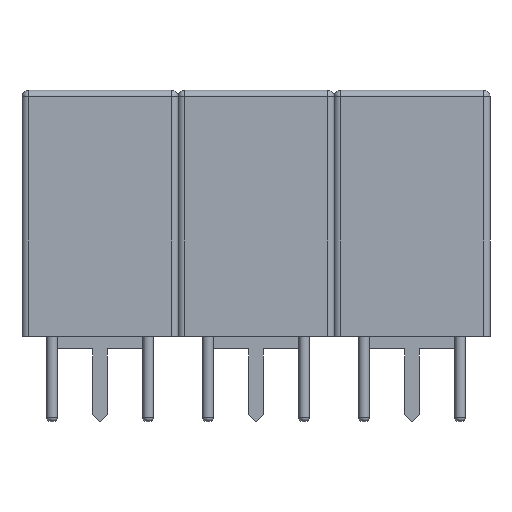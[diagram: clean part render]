
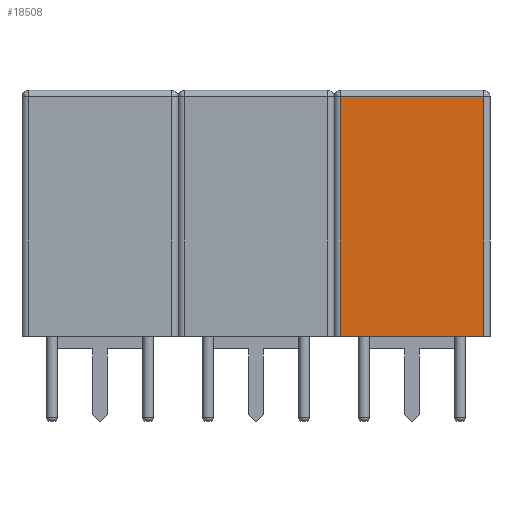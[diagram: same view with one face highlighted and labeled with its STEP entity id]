
A CAD part, left-side view. The second image highlights one B-rep face of the part: STEP entity #18508.
In plain terms, the highlighted planar face has unit normal (-1, 0, 0).
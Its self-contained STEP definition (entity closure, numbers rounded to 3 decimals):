
#16529 = PLANE('',#16530);
#16530 = AXIS2_PLACEMENT_3D('',#16531,#16532,#16533);
#16531 = CARTESIAN_POINT('',(-3.35,3.35,0.));
#16532 = DIRECTION('',(0.,0.,1.));
#16533 = DIRECTION('',(1.,0.,0.));
#16854 = PLANE('',#16855);
#16855 = AXIS2_PLACEMENT_3D('',#16856,#16857,#16858);
#16856 = CARTESIAN_POINT('',(-3.35,3.35,0.));
#16857 = DIRECTION('',(0.,0.,1.));
#16858 = DIRECTION('',(1.,0.,0.));
#17043 = CYLINDRICAL_SURFACE('',#17044,0.3);
#17044 = AXIS2_PLACEMENT_3D('',#17045,#17046,#17047);
#17045 = CARTESIAN_POINT('',(-3.35,3.35,0.));
#17046 = DIRECTION('',(0.,0.,1.));
#17047 = DIRECTION('',(1.,0.,0.));
#17269 = CYLINDRICAL_SURFACE('',#17270,0.3);
#17270 = AXIS2_PLACEMENT_3D('',#17271,#17272,#17273);
#17271 = CARTESIAN_POINT('',(-3.35,-3.35,11.2));
#17272 = DIRECTION('',(0.,1.,0.));
#17273 = DIRECTION('',(0.,0.,-1.));
#17462 = CYLINDRICAL_SURFACE('',#17463,0.3);
#17463 = AXIS2_PLACEMENT_3D('',#17464,#17465,#17466);
#17464 = CARTESIAN_POINT('',(-3.35,-3.35,0.));
#17465 = DIRECTION('',(0.,0.,1.));
#17466 = DIRECTION('',(1.,0.,0.));
#17647 = VERTEX_POINT('',#17648);
#17648 = CARTESIAN_POINT('',(-3.65,2.,0.));
#17721 = VERTEX_POINT('',#17722);
#17722 = CARTESIAN_POINT('',(-3.65,3.35,0.));
#17744 = EDGE_CURVE('',#17647,#17721,#17745,.T.);
#17745 = SURFACE_CURVE('',#17746,(#17750,#17757),.PCURVE_S1.);
#17746 = LINE('',#17747,#17748);
#17747 = CARTESIAN_POINT('',(-3.65,-3.35,0.));
#17748 = VECTOR('',#17749,1.);
#17749 = DIRECTION('',(0.,1.,0.));
#17750 = PCURVE('',#16529,#17751);
#17751 = DEFINITIONAL_REPRESENTATION('',(#17752),#17756);
#17752 = LINE('',#17753,#17754);
#17753 = CARTESIAN_POINT('',(-0.3,-6.7));
#17754 = VECTOR('',#17755,1.);
#17755 = DIRECTION('',(0.,1.));
#17756 = ( GEOMETRIC_REPRESENTATION_CONTEXT(2) 
PARAMETRIC_REPRESENTATION_CONTEXT() REPRESENTATION_CONTEXT('2D SPACE',''
  ) );
#17757 = PCURVE('',#17758,#17763);
#17758 = PLANE('',#17759);
#17759 = AXIS2_PLACEMENT_3D('',#17760,#17761,#17762);
#17760 = CARTESIAN_POINT('',(-3.65,-3.35,0.));
#17761 = DIRECTION('',(-1.,0.,0.));
#17762 = DIRECTION('',(0.,1.,0.));
#17763 = DEFINITIONAL_REPRESENTATION('',(#17764),#17768);
#17764 = LINE('',#17765,#17766);
#17765 = CARTESIAN_POINT('',(0.,0.));
#17766 = VECTOR('',#17767,1.);
#17767 = DIRECTION('',(1.,0.));
#17768 = ( GEOMETRIC_REPRESENTATION_CONTEXT(2) 
PARAMETRIC_REPRESENTATION_CONTEXT() REPRESENTATION_CONTEXT('2D SPACE',''
  ) );
#18049 = VERTEX_POINT('',#18050);
#18050 = CARTESIAN_POINT('',(-3.65,-2.,0.));
#18076 = EDGE_CURVE('',#18077,#18049,#18079,.T.);
#18077 = VERTEX_POINT('',#18078);
#18078 = CARTESIAN_POINT('',(-3.65,-3.35,0.));
#18079 = SURFACE_CURVE('',#18080,(#18084,#18091),.PCURVE_S1.);
#18080 = LINE('',#18081,#18082);
#18081 = CARTESIAN_POINT('',(-3.65,-3.35,0.));
#18082 = VECTOR('',#18083,1.);
#18083 = DIRECTION('',(0.,1.,0.));
#18084 = PCURVE('',#16854,#18085);
#18085 = DEFINITIONAL_REPRESENTATION('',(#18086),#18090);
#18086 = LINE('',#18087,#18088);
#18087 = CARTESIAN_POINT('',(-0.3,-6.7));
#18088 = VECTOR('',#18089,1.);
#18089 = DIRECTION('',(0.,1.));
#18090 = ( GEOMETRIC_REPRESENTATION_CONTEXT(2) 
PARAMETRIC_REPRESENTATION_CONTEXT() REPRESENTATION_CONTEXT('2D SPACE',''
  ) );
#18091 = PCURVE('',#17758,#18092);
#18092 = DEFINITIONAL_REPRESENTATION('',(#18093),#18097);
#18093 = LINE('',#18094,#18095);
#18094 = CARTESIAN_POINT('',(0.,0.));
#18095 = VECTOR('',#18096,1.);
#18096 = DIRECTION('',(1.,0.));
#18097 = ( GEOMETRIC_REPRESENTATION_CONTEXT(2) 
PARAMETRIC_REPRESENTATION_CONTEXT() REPRESENTATION_CONTEXT('2D SPACE',''
  ) );
#18137 = EDGE_CURVE('',#17721,#18138,#18140,.T.);
#18138 = VERTEX_POINT('',#18139);
#18139 = CARTESIAN_POINT('',(-3.65,3.35,11.2));
#18140 = SURFACE_CURVE('',#18141,(#18145,#18152),.PCURVE_S1.);
#18141 = LINE('',#18142,#18143);
#18142 = CARTESIAN_POINT('',(-3.65,3.35,0.));
#18143 = VECTOR('',#18144,1.);
#18144 = DIRECTION('',(0.,0.,1.));
#18145 = PCURVE('',#17043,#18146);
#18146 = DEFINITIONAL_REPRESENTATION('',(#18147),#18151);
#18147 = LINE('',#18148,#18149);
#18148 = CARTESIAN_POINT('',(3.142,0.));
#18149 = VECTOR('',#18150,1.);
#18150 = DIRECTION('',(0.,1.));
#18151 = ( GEOMETRIC_REPRESENTATION_CONTEXT(2) 
PARAMETRIC_REPRESENTATION_CONTEXT() REPRESENTATION_CONTEXT('2D SPACE',''
  ) );
#18152 = PCURVE('',#17758,#18153);
#18153 = DEFINITIONAL_REPRESENTATION('',(#18154),#18158);
#18154 = LINE('',#18155,#18156);
#18155 = CARTESIAN_POINT('',(6.7,0.));
#18156 = VECTOR('',#18157,1.);
#18157 = DIRECTION('',(0.,-1.));
#18158 = ( GEOMETRIC_REPRESENTATION_CONTEXT(2) 
PARAMETRIC_REPRESENTATION_CONTEXT() REPRESENTATION_CONTEXT('2D SPACE',''
  ) );
#18234 = EDGE_CURVE('',#18235,#18138,#18237,.T.);
#18235 = VERTEX_POINT('',#18236);
#18236 = CARTESIAN_POINT('',(-3.65,-3.35,11.2));
#18237 = SURFACE_CURVE('',#18238,(#18242,#18249),.PCURVE_S1.);
#18238 = LINE('',#18239,#18240);
#18239 = CARTESIAN_POINT('',(-3.65,-3.35,11.2));
#18240 = VECTOR('',#18241,1.);
#18241 = DIRECTION('',(0.,1.,0.));
#18242 = PCURVE('',#17269,#18243);
#18243 = DEFINITIONAL_REPRESENTATION('',(#18244),#18248);
#18244 = LINE('',#18245,#18246);
#18245 = CARTESIAN_POINT('',(1.571,0.));
#18246 = VECTOR('',#18247,1.);
#18247 = DIRECTION('',(0.,1.));
#18248 = ( GEOMETRIC_REPRESENTATION_CONTEXT(2) 
PARAMETRIC_REPRESENTATION_CONTEXT() REPRESENTATION_CONTEXT('2D SPACE',''
  ) );
#18249 = PCURVE('',#17758,#18250);
#18250 = DEFINITIONAL_REPRESENTATION('',(#18251),#18255);
#18251 = LINE('',#18252,#18253);
#18252 = CARTESIAN_POINT('',(0.,-11.2));
#18253 = VECTOR('',#18254,1.);
#18254 = DIRECTION('',(1.,0.));
#18255 = ( GEOMETRIC_REPRESENTATION_CONTEXT(2) 
PARAMETRIC_REPRESENTATION_CONTEXT() REPRESENTATION_CONTEXT('2D SPACE',''
  ) );
#18384 = EDGE_CURVE('',#18077,#18235,#18385,.T.);
#18385 = SURFACE_CURVE('',#18386,(#18390,#18397),.PCURVE_S1.);
#18386 = LINE('',#18387,#18388);
#18387 = CARTESIAN_POINT('',(-3.65,-3.35,0.));
#18388 = VECTOR('',#18389,1.);
#18389 = DIRECTION('',(0.,0.,1.));
#18390 = PCURVE('',#17462,#18391);
#18391 = DEFINITIONAL_REPRESENTATION('',(#18392),#18396);
#18392 = LINE('',#18393,#18394);
#18393 = CARTESIAN_POINT('',(-3.142,0.));
#18394 = VECTOR('',#18395,1.);
#18395 = DIRECTION('',(-0.,1.));
#18396 = ( GEOMETRIC_REPRESENTATION_CONTEXT(2) 
PARAMETRIC_REPRESENTATION_CONTEXT() REPRESENTATION_CONTEXT('2D SPACE',''
  ) );
#18397 = PCURVE('',#17758,#18398);
#18398 = DEFINITIONAL_REPRESENTATION('',(#18399),#18403);
#18399 = LINE('',#18400,#18401);
#18400 = CARTESIAN_POINT('',(0.,0.));
#18401 = VECTOR('',#18402,1.);
#18402 = DIRECTION('',(0.,-1.));
#18403 = ( GEOMETRIC_REPRESENTATION_CONTEXT(2) 
PARAMETRIC_REPRESENTATION_CONTEXT() REPRESENTATION_CONTEXT('2D SPACE',''
  ) );
#18497 = PLANE('',#18498);
#18498 = AXIS2_PLACEMENT_3D('',#18499,#18500,#18501);
#18499 = CARTESIAN_POINT('',(-3.65,-2.,0.));
#18500 = DIRECTION('',(-1.,0.,0.));
#18501 = DIRECTION('',(0.,0.,-1.));
#18508 = ADVANCED_FACE('',(#18509),#17758,.T.);
#18509 = FACE_BOUND('',#18510,.T.);
#18510 = EDGE_LOOP('',(#18511,#18512,#18513,#18514,#18515,#18516));
#18511 = ORIENTED_EDGE('',*,*,#18076,.F.);
#18512 = ORIENTED_EDGE('',*,*,#18384,.T.);
#18513 = ORIENTED_EDGE('',*,*,#18234,.T.);
#18514 = ORIENTED_EDGE('',*,*,#18137,.F.);
#18515 = ORIENTED_EDGE('',*,*,#17744,.F.);
#18516 = ORIENTED_EDGE('',*,*,#18517,.F.);
#18517 = EDGE_CURVE('',#18049,#17647,#18518,.T.);
#18518 = SURFACE_CURVE('',#18519,(#18523,#18530),.PCURVE_S1.);
#18519 = LINE('',#18520,#18521);
#18520 = CARTESIAN_POINT('',(-3.65,-3.35,0.));
#18521 = VECTOR('',#18522,1.);
#18522 = DIRECTION('',(0.,1.,0.));
#18523 = PCURVE('',#17758,#18524);
#18524 = DEFINITIONAL_REPRESENTATION('',(#18525),#18529);
#18525 = LINE('',#18526,#18527);
#18526 = CARTESIAN_POINT('',(0.,0.));
#18527 = VECTOR('',#18528,1.);
#18528 = DIRECTION('',(1.,0.));
#18529 = ( GEOMETRIC_REPRESENTATION_CONTEXT(2) 
PARAMETRIC_REPRESENTATION_CONTEXT() REPRESENTATION_CONTEXT('2D SPACE',''
  ) );
#18530 = PCURVE('',#18497,#18531);
#18531 = DEFINITIONAL_REPRESENTATION('',(#18532),#18536);
#18532 = LINE('',#18533,#18534);
#18533 = CARTESIAN_POINT('',(0.,1.35));
#18534 = VECTOR('',#18535,1.);
#18535 = DIRECTION('',(0.,-1.));
#18536 = ( GEOMETRIC_REPRESENTATION_CONTEXT(2) 
PARAMETRIC_REPRESENTATION_CONTEXT() REPRESENTATION_CONTEXT('2D SPACE',''
  ) );
